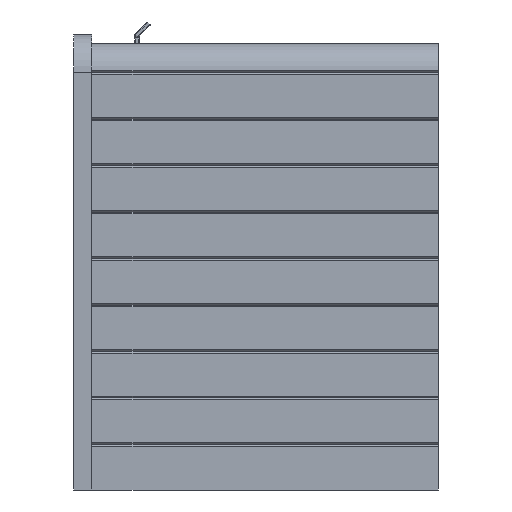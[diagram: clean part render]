
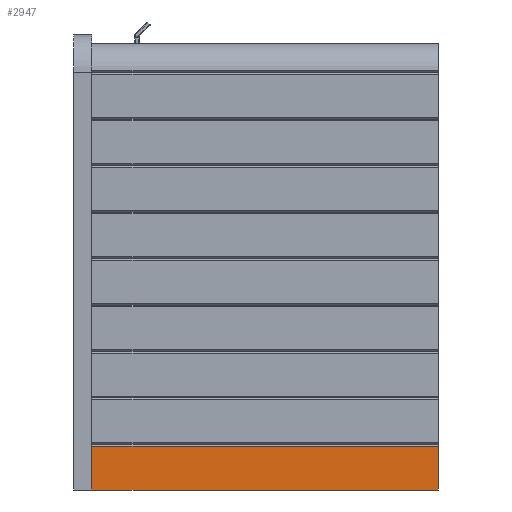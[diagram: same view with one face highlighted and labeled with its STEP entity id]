
A CAD part, left-side view. The second image highlights one B-rep face of the part: STEP entity #2947.
In plain terms, the highlighted planar face has unit normal (-1, 0, 0).
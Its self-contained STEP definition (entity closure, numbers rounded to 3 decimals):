
#411 = EDGE_LOOP ( 'NONE', ( #3682, #6231, #5668, #6911 ) ) ;
#925 = CARTESIAN_POINT ( 'NONE',  ( -740., 380., 0. ) ) ;
#1197 = DIRECTION ( 'NONE',  ( 0., -1., 0. ) ) ;
#1461 = EDGE_CURVE ( 'NONE', #2747, #2212, #5314, .T. ) ;
#1483 = CARTESIAN_POINT ( 'NONE',  ( -740., 0., 48. ) ) ;
#1630 = VECTOR ( 'NONE', #1197, 1000. ) ;
#1667 = CARTESIAN_POINT ( 'NONE',  ( -740., 0., 490. ) ) ;
#1734 = CARTESIAN_POINT ( 'NONE',  ( -740., 0., 0. ) ) ;
#1976 = VERTEX_POINT ( 'NONE', #5382 ) ;
#2144 = VECTOR ( 'NONE', #4294, 1000. ) ;
#2212 = VERTEX_POINT ( 'NONE', #5062 ) ;
#2689 = LINE ( 'NONE', #2867, #2927 ) ;
#2747 = VERTEX_POINT ( 'NONE', #4479 ) ;
#2777 = FACE_OUTER_BOUND ( 'NONE', #411, .T. ) ;
#2867 = CARTESIAN_POINT ( 'NONE',  ( -740., 380., 490. ) ) ;
#2886 = CARTESIAN_POINT ( 'NONE',  ( -740., 0., 490. ) ) ;
#2927 = VECTOR ( 'NONE', #3925, 1000. ) ;
#2947 = ADVANCED_FACE ( 'NONE', ( #2777 ), #5703, .F. ) ;
#2975 = DIRECTION ( 'NONE',  ( 0., 1., 0. ) ) ;
#3508 = LINE ( 'NONE', #1483, #2144 ) ;
#3682 = ORIENTED_EDGE ( 'NONE', *, *, #1461, .F. ) ;
#3925 = DIRECTION ( 'NONE',  ( 0., 0., -1. ) ) ;
#4294 = DIRECTION ( 'NONE',  ( 0., 1., 0. ) ) ;
#4479 = CARTESIAN_POINT ( 'NONE',  ( -740., 0., 48. ) ) ;
#4531 = AXIS2_PLACEMENT_3D ( 'NONE', #2886, #6242, #2975 ) ;
#4901 = VECTOR ( 'NONE', #5542, 1000. ) ;
#5053 = EDGE_CURVE ( 'NONE', #2747, #1976, #3508, .T. ) ;
#5062 = CARTESIAN_POINT ( 'NONE',  ( -740., 0., 0. ) ) ;
#5216 = LINE ( 'NONE', #1734, #1630 ) ;
#5303 = VERTEX_POINT ( 'NONE', #925 ) ;
#5314 = LINE ( 'NONE', #1667, #4901 ) ;
#5382 = CARTESIAN_POINT ( 'NONE',  ( -740., 380., 48. ) ) ;
#5542 = DIRECTION ( 'NONE',  ( 0., 0., -1. ) ) ;
#5668 = ORIENTED_EDGE ( 'NONE', *, *, #6938, .T. ) ;
#5703 = PLANE ( 'NONE',  #4531 ) ;
#6231 = ORIENTED_EDGE ( 'NONE', *, *, #5053, .T. ) ;
#6242 = DIRECTION ( 'NONE',  ( 1., 0., 0. ) ) ;
#6911 = ORIENTED_EDGE ( 'NONE', *, *, #7051, .T. ) ;
#6938 = EDGE_CURVE ( 'NONE', #1976, #5303, #2689, .T. ) ;
#7051 = EDGE_CURVE ( 'NONE', #5303, #2212, #5216, .T. ) ;
